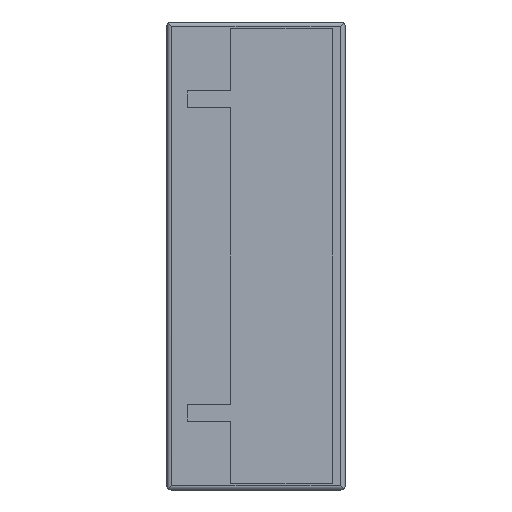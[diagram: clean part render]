
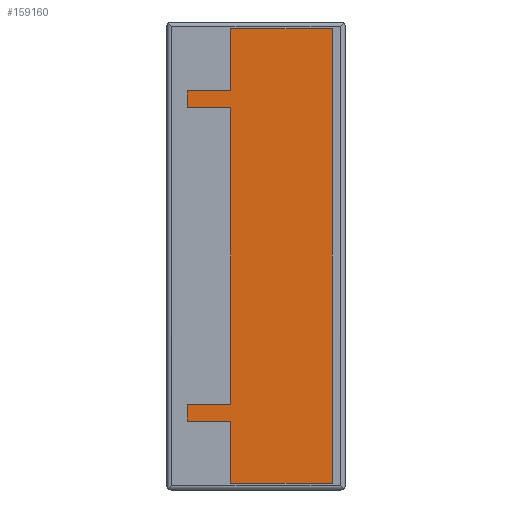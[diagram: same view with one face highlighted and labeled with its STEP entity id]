
A CAD part, left-side view. The second image highlights one B-rep face of the part: STEP entity #159160.
In plain terms, the highlighted face is planar.
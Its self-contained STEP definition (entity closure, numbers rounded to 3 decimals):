
#25770=CARTESIAN_POINT('',(0.8,16.,9.1));
#25780=VERTEX_POINT('',#25770);
#25810=CARTESIAN_POINT('',(0.8,16.,0.));
#25820=DIRECTION('',(0.,0.,-1.));
#25830=VECTOR('',#25820,1.);
#25840=LINE('',#25810,#25830);
#25850=CARTESIAN_POINT('',(0.8,16.,-9.));
#25860=VERTEX_POINT('',#25850);
#25870=EDGE_CURVE('',#25780,#25860,#25840,.T.);
#158210=CARTESIAN_POINT('',(54.34,16.,9.1));
#158220=VERTEX_POINT('',#158210);
#158250=CARTESIAN_POINT('',(7.62,16.,9.1));
#158260=DIRECTION('',(1.,0.,0.));
#158270=VECTOR('',#158260,1.);
#158280=LINE('',#158250,#158270);
#158290=EDGE_CURVE('',#25780,#158220,#158280,.T.);
#158700=CARTESIAN_POINT('',(54.34,16.,0.));
#158710=DIRECTION('',(0.,0.,1.));
#158720=VECTOR('',#158710,1.);
#158730=LINE('',#158700,#158720);
#158740=CARTESIAN_POINT('',(54.34,16.,-9.));
#158750=VERTEX_POINT('',#158740);
#158760=EDGE_CURVE('',#158750,#158220,#158730,.T.);
#159000=CARTESIAN_POINT('',(9.62,16.,-2.));
#159010=DIRECTION('',(-0.,-1.,-0.));
#159020=DIRECTION('',(-1.,0.,0.));
#159030=AXIS2_PLACEMENT_3D('',#159000,#159010,#159020);
#159040=PLANE('',#159030);
#159050=ORIENTED_EDGE('',*,*,#158760,.T.);
#159060=CARTESIAN_POINT('',(0.,16.,-9.));
#159070=DIRECTION('',(1.,0.,0.));
#159080=VECTOR('',#159070,1.);
#159090=LINE('',#159060,#159080);
#159100=EDGE_CURVE('',#25860,#158750,#159090,.T.);
#159110=ORIENTED_EDGE('',*,*,#159100,.T.);
#159120=ORIENTED_EDGE('',*,*,#25870,.T.);
#159130=ORIENTED_EDGE('',*,*,#158290,.F.);
#159140=EDGE_LOOP('',(#159130,#159120,#159110,#159050));
#159150=FACE_OUTER_BOUND('',#159140,.T.);
#159160=ADVANCED_FACE('',(#159150),#159040,.T.);
